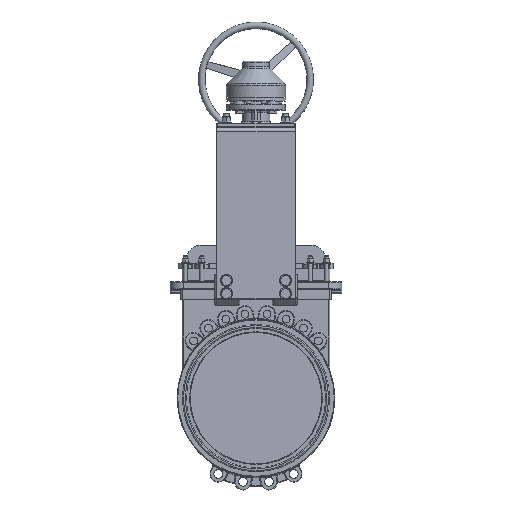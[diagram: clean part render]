
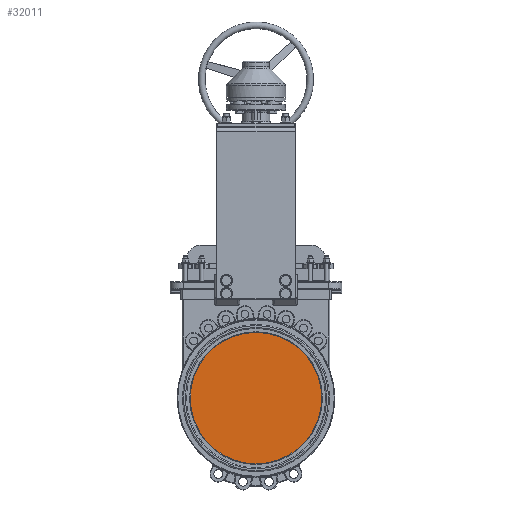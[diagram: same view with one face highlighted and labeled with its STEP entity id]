
A CAD part, top view. The second image highlights one B-rep face of the part: STEP entity #32011.
In plain terms, the highlighted planar face has unit normal (0, 0, 1).
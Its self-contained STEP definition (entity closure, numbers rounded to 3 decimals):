
#2788=PLANE('',#35230);
#4224=FACE_OUTER_BOUND('',#6185,.T.);
#6185=EDGE_LOOP('',(#25315));
#11969=CIRCLE('',#34587,200.);
#14049=VERTEX_POINT('',#53493);
#17556=EDGE_CURVE('',#14049,#14049,#11969,.T.);
#25315=ORIENTED_EDGE('',*,*,#17556,.F.);
#32011=ADVANCED_FACE('',(#4224),#2788,.T.);
#34587=AXIS2_PLACEMENT_3D('',#53495,#40469,#40470);
#35230=AXIS2_PLACEMENT_3D('',#56093,#42051,#42052);
#40469=DIRECTION('center_axis',(0.,0.,-1.));
#40470=DIRECTION('ref_axis',(1.,0.,0.));
#42051=DIRECTION('center_axis',(0.,0.,1.));
#42052=DIRECTION('ref_axis',(1.,0.,0.));
#53493=CARTESIAN_POINT('',(-200.,0.,20.));
#53495=CARTESIAN_POINT('Origin',(0.,0.,20.));
#56093=CARTESIAN_POINT('Origin',(0.,0.,20.));
